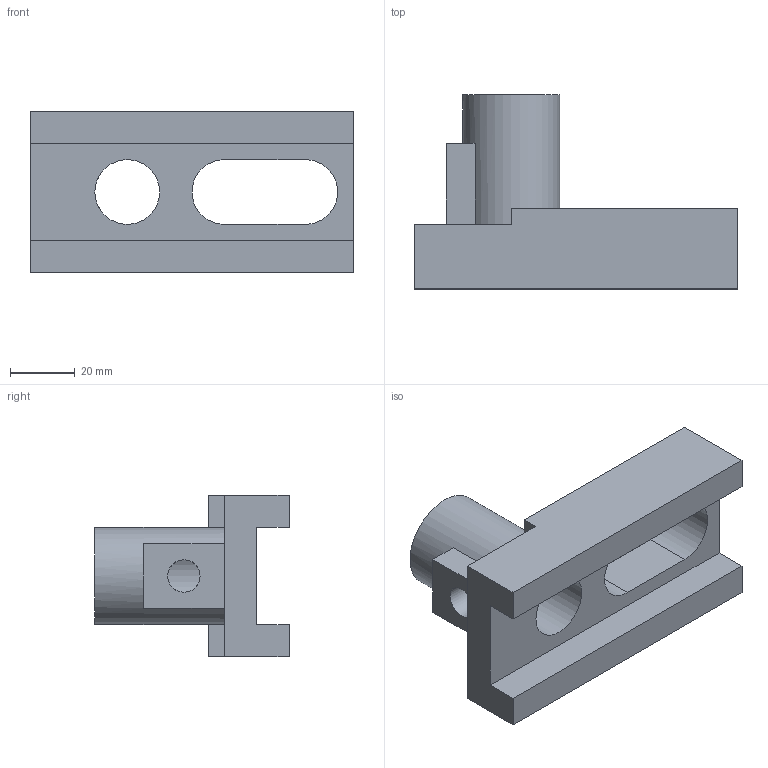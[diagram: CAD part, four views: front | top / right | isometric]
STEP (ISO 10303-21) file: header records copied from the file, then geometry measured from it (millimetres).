
FILE_DESCRIPTION (( 'STEP AP214' ), '1' );
FILE_NAME ('Upwork Job.STEP', '2025-09-16T08:01:35', ( '' ), ( '' ), 'SwSTEP 2.0', 'SolidWorks 2025', '' );
FILE_SCHEMA (( 'AUTOMOTIVE_DESIGN' ));
Length unit declared in the file: millimetre
Products named in the file (1): Upwork Job
Bounding box: 100 x 60 x 50 mm (x, y, z)
Volume: 88376.2 mm3; surface area: 25130.4 mm2
Topology: 1 solids, 1 shells, 25 faces, 72 edges, 48 vertices
Faces by surface type: plane 20, cylinder 5
Full cylindrical faces by diameter (mm): 10 x1, 20 x1, 30 x1
Entity records: 879 total; most frequent: CARTESIAN_POINT 211, ORIENTED_EDGE 130, DIRECTION 128, EDGE_CURVE 65, VECTOR 52, LINE 52, VERTEX_POINT 45, AXIS2_PLACEMENT_3D 38
